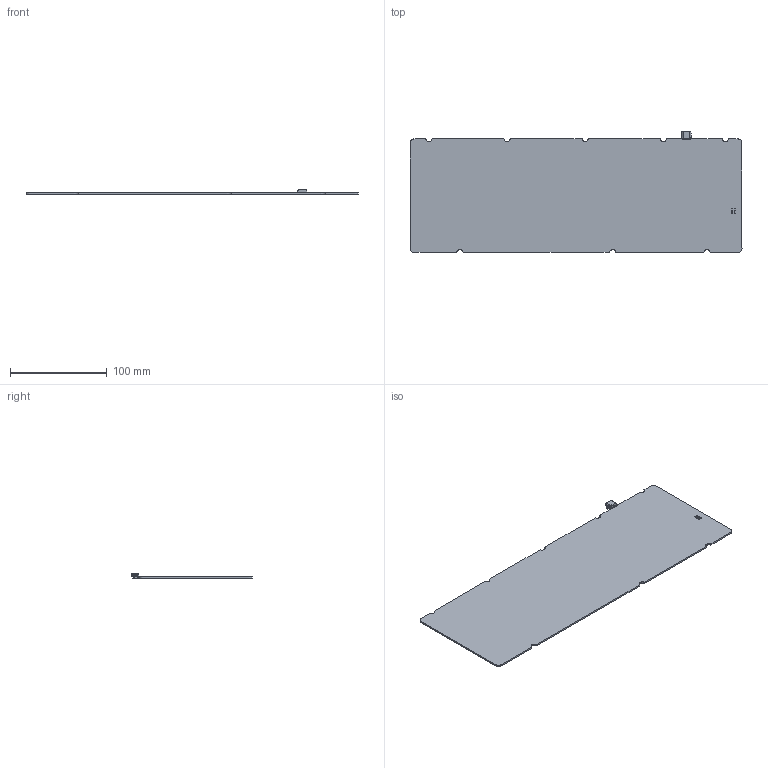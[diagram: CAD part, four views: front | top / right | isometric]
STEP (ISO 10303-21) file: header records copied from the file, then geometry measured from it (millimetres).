
FILE_DESCRIPTION(('KiCad electronic assembly'),'2;1');
FILE_NAME('EC87.step','2022-02-28T04:08:05',('Pcbnew'),('Kicad'), 'Open CASCADE STEP processor 7.5','KiCad to STEP converter','Unknown' );
FILE_SCHEMA(('AUTOMOTIVE_DESIGN { 1 0 10303 214 1 1 1 1 }'));
Length unit declared in the file: millimetre
Products named in the file (4): EC87 1; HRO  TYPE-C-31-M-12; SOLID; EC87 PCB
Assembly tree (3 placements, depth 3):
  EC87 1
    HRO  TYPE-C-31-M-12
      SOLID
    EC87 PCB
Bounding box: 344 x 125.06 x 4.86 mm (x, y, z)
Volume: 64655.6 mm3; surface area: 82717.8 mm2
Topology: 2 solids, 2 shells, 198 faces, 550 edges, 360 vertices
Faces by surface type: bspline 136, cylinder 32, plane 30
Full cylindrical faces by diameter (mm): 0.65 x2, 1 x6
Entity records: 12924 total; most frequent: CARTESIAN_POINT 4586, ORIENTED_EDGE 1100, PCURVE 1100, DEFINITIONAL_REPRESENTATION 1100, B_SPLINE_CURVE_WITH_KNOTS 984, DIRECTION 672, EDGE_CURVE 550, SURFACE_CURVE 538
